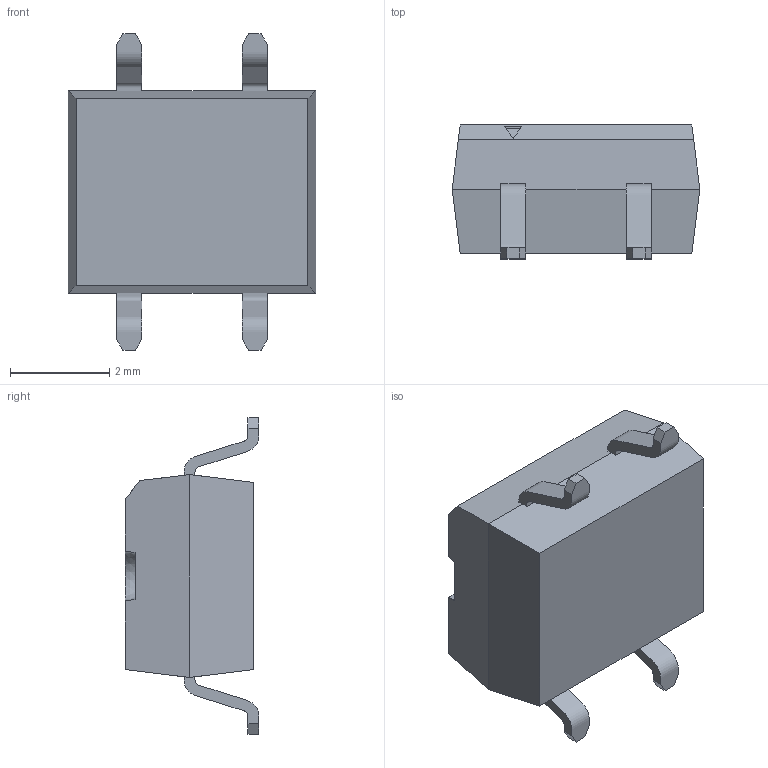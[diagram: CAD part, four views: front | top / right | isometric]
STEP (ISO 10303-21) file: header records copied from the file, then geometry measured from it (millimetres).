
FILE_DESCRIPTION (( 'STEP AP214' ), '1' );
FILE_NAME ('MBS___6.4mm__.STEP', '2023-03-06T16:55:05', ( '' ), ( '' ), 'SwSTEP 2.0', 'SolidWorks 2020', '' );
FILE_SCHEMA (( 'AUTOMOTIVE_DESIGN' ));
Length unit declared in the file: millimetre
Products named in the file (1): MBS___6.4mm__
Bounding box: 5 x 2.7 x 6.4 mm (x, y, z)
Volume: 50.1 mm3; surface area: 92.4 mm2
Topology: 1 solids, 1 shells, 409 faces, 1171 edges, 800 vertices
Faces by surface type: plane 327, bspline 81, cone 1
Entity records: 21030 total; most frequent: CARTESIAN_POINT 6262, ORIENTED_EDGE 2342, DIRECTION 1701, EDGE_CURVE 1171, LINE 975, VECTOR 975, VERTEX_POINT 800, EDGE_LOOP 445
